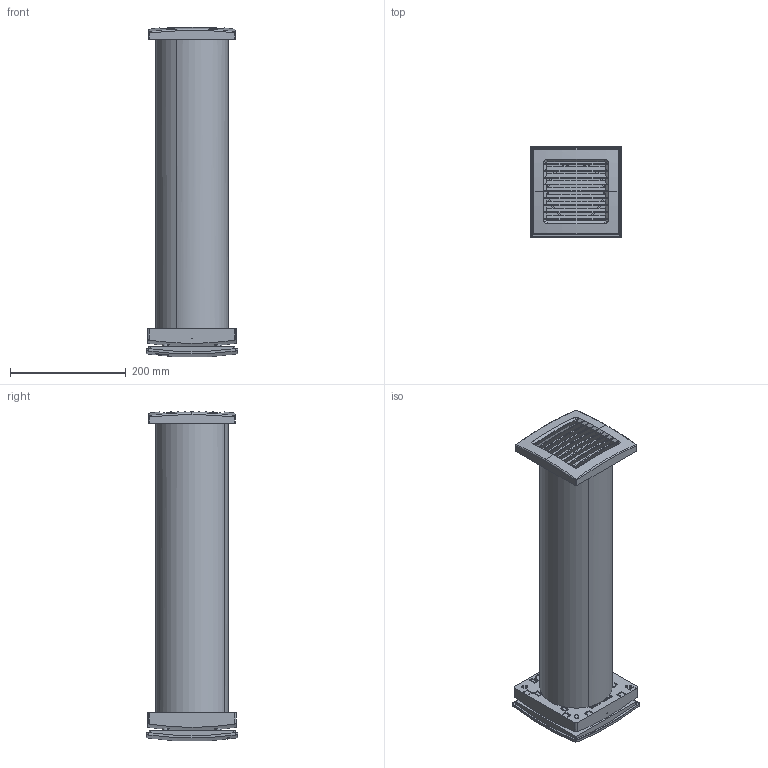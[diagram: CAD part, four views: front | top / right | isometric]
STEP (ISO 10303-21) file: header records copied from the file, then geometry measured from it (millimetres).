
FILE_DESCRIPTION (( 'STEP AP214' ), '1' );
FILE_NAME ('ALD_125.STEP', '2015-06-16T20:09:31', ( '' ), ( '' ), 'SwSTEP 2.0', 'SolidWorks 2013', '' );
FILE_SCHEMA (( 'AUTOMOTIVE_DESIGN' ));
Length unit declared in the file: millimetre
Products named in the file (1): ALD_125
Bounding box: 159 x 159 x 570.46 mm (x, y, z)
Volume: 1838284.1 mm3; surface area: 586256 mm2
Topology: 1 solids, 2 shells, 760 faces, 2251 edges, 1518 vertices
Faces by surface type: plane 596, bspline 102, cone 33, cylinder 27, torus 2
Entity records: 44495 total; most frequent: CARTESIAN_POINT 16648, ORIENTED_EDGE 4498, DIRECTION 3358, EDGE_CURVE 2249, VECTOR 1658, LINE 1658, VERTEX_POINT 1518, AXIS2_PLACEMENT_3D 850
